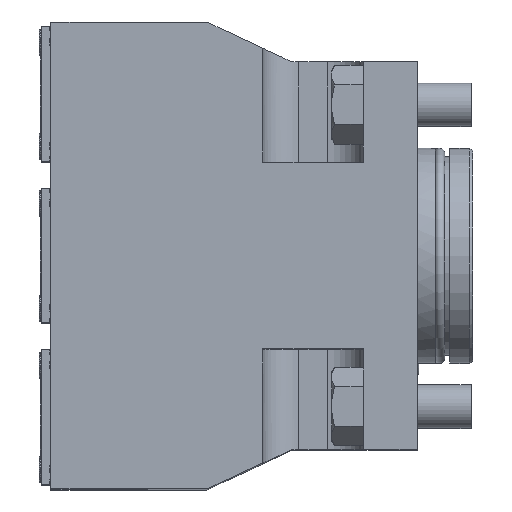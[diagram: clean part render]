
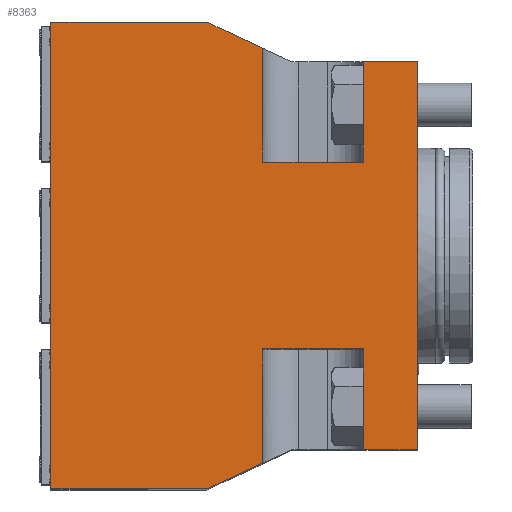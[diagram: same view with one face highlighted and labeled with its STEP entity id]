
A CAD part, top view. The second image highlights one B-rep face of the part: STEP entity #8363.
In plain terms, the highlighted planar face has unit normal (0, 0, 1).
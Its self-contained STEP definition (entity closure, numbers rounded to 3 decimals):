
#504=DIRECTION('',(-1.,0.,0.));
#505=VECTOR('',#504,28.);
#506=CARTESIAN_POINT('',(-15.,26.,69.));
#507=LINE('',#506,#505);
#508=DIRECTION('',(0.,1.,0.));
#509=VECTOR('',#508,28.);
#510=CARTESIAN_POINT('',(-15.,26.,69.));
#511=LINE('',#510,#509);
#512=DIRECTION('',(-1.,0.,0.));
#513=VECTOR('',#512,15.);
#514=CARTESIAN_POINT('',(0.,54.,69.));
#515=LINE('',#514,#513);
#516=DIRECTION('',(-1.,0.,0.));
#517=VECTOR('',#516,15.);
#518=CARTESIAN_POINT('',(0.,-54.,69.));
#519=LINE('',#518,#517);
#520=DIRECTION('',(0.,1.,0.));
#521=VECTOR('',#520,28.);
#522=CARTESIAN_POINT('',(-15.,-54.,69.));
#523=LINE('',#522,#521);
#524=DIRECTION('',(-1.,0.,0.));
#525=VECTOR('',#524,28.);
#526=CARTESIAN_POINT('',(-15.,-26.,69.));
#527=LINE('',#526,#525);
#528=DIRECTION('',(0.,-1.,0.));
#529=VECTOR('',#528,31.73);
#530=CARTESIAN_POINT('',(-43.,-26.,69.));
#531=LINE('',#530,#529);
#532=DIRECTION('',(-0.906,-0.423,0.));
#533=VECTOR('',#532,17.201);
#534=CARTESIAN_POINT('',(-43.,-57.73,69.));
#535=LINE('',#534,#533);
#536=DIRECTION('',(-1.,0.,0.));
#537=VECTOR('',#536,43.41);
#538=CARTESIAN_POINT('',(-58.59,-65.,69.));
#539=LINE('',#538,#537);
#540=DIRECTION('',(0.906,-0.423,0.));
#541=VECTOR('',#540,17.201);
#542=CARTESIAN_POINT('',(-58.59,65.,69.));
#543=LINE('',#542,#541);
#544=DIRECTION('',(0.,1.,0.));
#545=VECTOR('',#544,31.73);
#546=CARTESIAN_POINT('',(-43.,26.,69.));
#547=LINE('',#546,#545);
#825=DIRECTION('',(0.,1.,0.));
#826=VECTOR('',#825,108.);
#827=CARTESIAN_POINT('',(0.,-54.,69.));
#828=LINE('',#827,#826);
#1626=DIRECTION('',(-1.,0.,0.));
#1627=VECTOR('',#1626,43.41);
#1628=CARTESIAN_POINT('',(-58.59,65.,69.));
#1629=LINE('',#1628,#1627);
#1654=DIRECTION('',(0.,1.,0.));
#1655=VECTOR('',#1654,130.);
#1656=CARTESIAN_POINT('',(-102.,-65.,69.));
#1657=LINE('',#1656,#1655);
#6145=CARTESIAN_POINT('',(-102.,-65.,69.));
#6146=CARTESIAN_POINT('',(-102.,65.,69.));
#6147=VERTEX_POINT('',#6145);
#6148=VERTEX_POINT('',#6146);
#6167=CARTESIAN_POINT('',(-58.59,-65.,69.));
#6168=VERTEX_POINT('',#6167);
#6169=CARTESIAN_POINT('',(-58.59,65.,69.));
#6170=VERTEX_POINT('',#6169);
#6193=CARTESIAN_POINT('',(0.,54.,69.));
#6195=VERTEX_POINT('',#6193);
#6201=CARTESIAN_POINT('',(0.,-54.,69.));
#6203=VERTEX_POINT('',#6201);
#6213=CARTESIAN_POINT('',(-15.,-54.,69.));
#6214=CARTESIAN_POINT('',(-15.,-26.,69.));
#6215=VERTEX_POINT('',#6213);
#6216=VERTEX_POINT('',#6214);
#6217=CARTESIAN_POINT('',(-43.,-26.,69.));
#6218=CARTESIAN_POINT('',(-43.,-57.73,69.));
#6219=VERTEX_POINT('',#6217);
#6220=VERTEX_POINT('',#6218);
#6221=CARTESIAN_POINT('',(-15.,26.,69.));
#6222=CARTESIAN_POINT('',(-43.,26.,69.));
#6223=VERTEX_POINT('',#6221);
#6224=VERTEX_POINT('',#6222);
#6225=CARTESIAN_POINT('',(-43.,57.73,69.));
#6226=VERTEX_POINT('',#6225);
#6227=CARTESIAN_POINT('',(-15.,54.,69.));
#6228=VERTEX_POINT('',#6227);
#8333=CARTESIAN_POINT('',(0.,-65.,69.));
#8334=DIRECTION('',(0.,0.,1.));
#8335=DIRECTION('',(0.,1.,0.));
#8336=AXIS2_PLACEMENT_3D('',#8333,#8334,#8335);
#8337=PLANE('',#8336);
#8339=ORIENTED_EDGE('',*,*,#8338,.F.);
#8341=ORIENTED_EDGE('',*,*,#8340,.T.);
#8343=ORIENTED_EDGE('',*,*,#8342,.F.);
#8345=ORIENTED_EDGE('',*,*,#8344,.F.);
#8346=ORIENTED_EDGE('',*,*,#7823,.T.);
#8348=ORIENTED_EDGE('',*,*,#8347,.T.);
#8349=ORIENTED_EDGE('',*,*,#7897,.T.);
#8350=ORIENTED_EDGE('',*,*,#7915,.T.);
#8351=ORIENTED_EDGE('',*,*,#7938,.T.);
#8352=ORIENTED_EDGE('',*,*,#8316,.T.);
#8354=ORIENTED_EDGE('',*,*,#8353,.T.);
#8356=ORIENTED_EDGE('',*,*,#8355,.F.);
#8358=ORIENTED_EDGE('',*,*,#8357,.T.);
#8360=ORIENTED_EDGE('',*,*,#8359,.F.);
#8361=EDGE_LOOP('',(#8339,#8341,#8343,#8345,#8346,#8348,#8349,#8350,#8351,#8352,
#8354,#8356,#8358,#8360));
#8362=FACE_OUTER_BOUND('',#8361,.F.);
#8363=ADVANCED_FACE('',(#8362),#8337,.T.);
#7823=EDGE_CURVE('',#6203,#6215,#519,.T.);
#7897=EDGE_CURVE('',#6216,#6219,#527,.T.);
#7915=EDGE_CURVE('',#6219,#6220,#531,.T.);
#7938=EDGE_CURVE('',#6220,#6168,#535,.T.);
#8316=EDGE_CURVE('',#6168,#6147,#539,.T.);
#8338=EDGE_CURVE('',#6223,#6224,#507,.T.);
#8340=EDGE_CURVE('',#6223,#6228,#511,.T.);
#8342=EDGE_CURVE('',#6195,#6228,#515,.T.);
#8344=EDGE_CURVE('',#6203,#6195,#828,.T.);
#8347=EDGE_CURVE('',#6215,#6216,#523,.T.);
#8353=EDGE_CURVE('',#6147,#6148,#1657,.T.);
#8355=EDGE_CURVE('',#6170,#6148,#1629,.T.);
#8357=EDGE_CURVE('',#6170,#6226,#543,.T.);
#8359=EDGE_CURVE('',#6224,#6226,#547,.T.);
